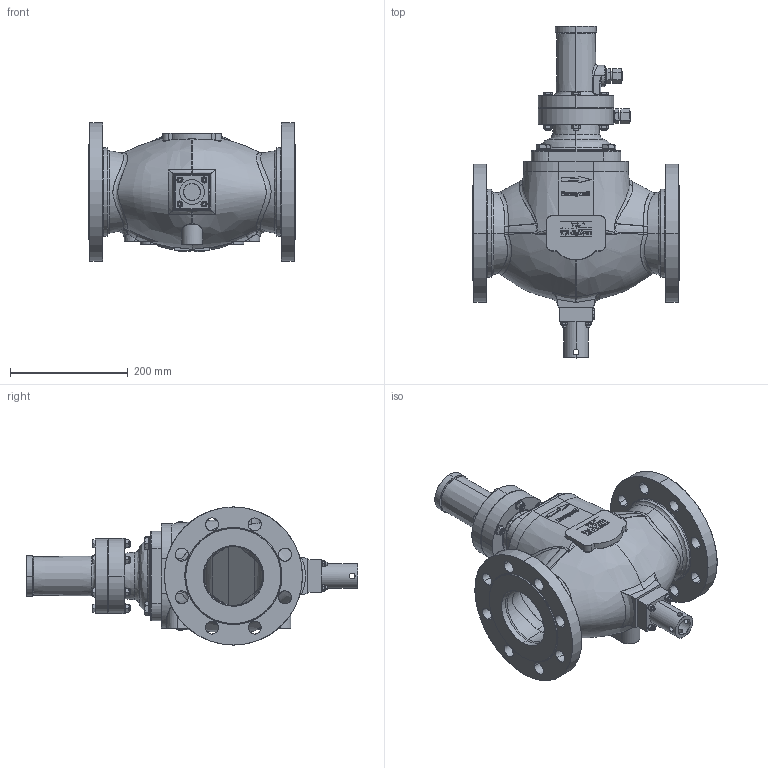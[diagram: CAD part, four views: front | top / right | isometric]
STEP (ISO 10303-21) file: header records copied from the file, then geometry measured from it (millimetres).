
FILE_DESCRIPTION (( 'STEP AP214' ), '1' );
FILE_NAME ('MB_HON720_DN_100_PN_40_K5.STEP', '2017-03-10T10:18:52', ( '' ), ( '' ), 'SwSTEP 2.0', 'SolidWorks 2015', '' );
FILE_SCHEMA (( 'AUTOMOTIVE_DESIGN' ));
Length unit declared in the file: millimetre
Products named in the file (1): MB_HON720_DN_100_PN_40_K5
Bounding box: 352 x 564.88 x 235 mm (x, y, z)
Surface area: 629544.4 mm2 (no closed solid volume)
Topology: 0 solids, 1054 shells, 1423 faces, 6440 edges, 6079 vertices
Faces by surface type: plane 555, bspline 397, cylinder 286, cone 185
Entity records: 154796 total; most frequent: CARTESIAN_POINT 110172, ORIENTED_EDGE 7337, DIRECTION 6702, EDGE_CURVE 6430, VERTEX_POINT 6079, B_SPLINE_CURVE_WITH_KNOTS 2811, LINE 2534, VECTOR 2534
